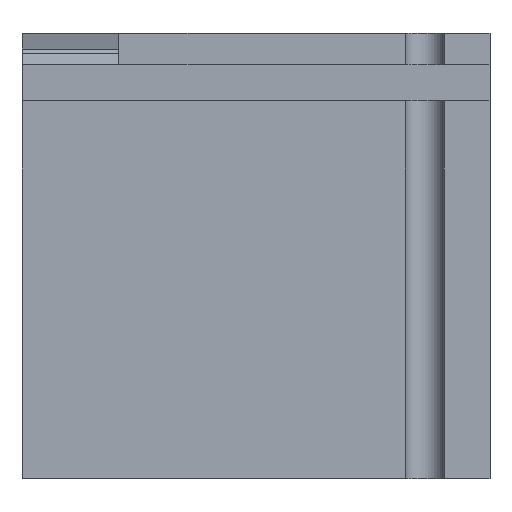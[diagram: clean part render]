
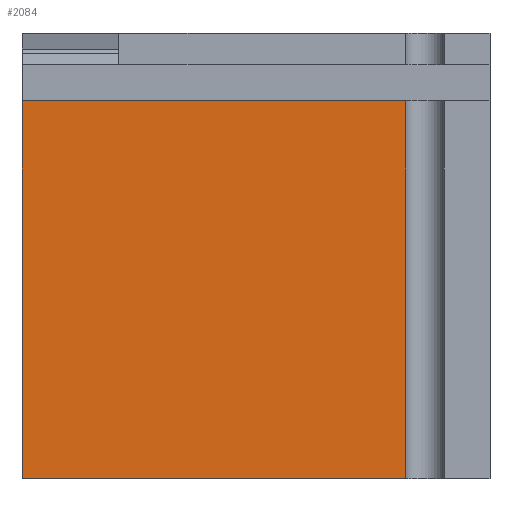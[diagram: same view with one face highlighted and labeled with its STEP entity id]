
A CAD part, left-side view. The second image highlights one B-rep face of the part: STEP entity #2084.
In plain terms, the highlighted planar face has unit normal (-1, 0, 0).
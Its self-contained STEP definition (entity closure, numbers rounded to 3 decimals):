
#72 = PLANE('',#73);
#73 = AXIS2_PLACEMENT_3D('',#74,#75,#76);
#74 = CARTESIAN_POINT('',(0.,0.,0.));
#75 = DIRECTION('',(0.,0.,1.));
#76 = DIRECTION('',(1.,0.,-0.));
#100 = CYLINDRICAL_SURFACE('',#101,3.781);
#101 = AXIS2_PLACEMENT_3D('',#102,#103,#104);
#102 = CARTESIAN_POINT('',(0.,12.688,0.));
#103 = DIRECTION('',(0.,0.,-1.));
#104 = DIRECTION('',(-1.,0.,-0.));
#126 = PLANE('',#127);
#127 = AXIS2_PLACEMENT_3D('',#128,#129,#130);
#128 = CARTESIAN_POINT('',(8.052,90.902,73.39)
  );
#129 = DIRECTION('',(0.,0.,-1.));
#130 = DIRECTION('',(-1.,0.,0.));
#598 = VERTEX_POINT('',#599);
#599 = CARTESIAN_POINT('',(0.,90.902,73.39));
#613 = PLANE('',#614);
#614 = AXIS2_PLACEMENT_3D('',#615,#616,#617);
#615 = CARTESIAN_POINT('',(0.,90.902,0.));
#616 = DIRECTION('',(-0.,1.,0.));
#617 = DIRECTION('',(0.,0.,1.));
#649 = VERTEX_POINT('',#650);
#650 = CARTESIAN_POINT('',(0.,16.468,
    73.39));
#672 = EDGE_CURVE('',#598,#649,#673,.T.);
#673 = SURFACE_CURVE('',#674,(#678,#685),.PCURVE_S1.);
#674 = LINE('',#675,#676);
#675 = CARTESIAN_POINT('',(0.,90.902,73.39));
#676 = VECTOR('',#677,1.);
#677 = DIRECTION('',(0.,-1.,-0.));
#678 = PCURVE('',#126,#679);
#679 = DEFINITIONAL_REPRESENTATION('',(#680),#684);
#680 = LINE('',#681,#682);
#681 = CARTESIAN_POINT('',(8.052,0.));
#682 = VECTOR('',#683,1.);
#683 = DIRECTION('',(0.,-1.));
#684 = ( GEOMETRIC_REPRESENTATION_CONTEXT(2) 
PARAMETRIC_REPRESENTATION_CONTEXT() REPRESENTATION_CONTEXT('2D SPACE',''
  ) );
#685 = PCURVE('',#686,#691);
#686 = PLANE('',#687);
#687 = AXIS2_PLACEMENT_3D('',#688,#689,#690);
#688 = CARTESIAN_POINT('',(0.,0.,0.));
#689 = DIRECTION('',(1.,0.,-0.));
#690 = DIRECTION('',(0.,0.,1.));
#691 = DEFINITIONAL_REPRESENTATION('',(#692),#696);
#692 = LINE('',#693,#694);
#693 = CARTESIAN_POINT('',(73.39,-90.902));
#694 = VECTOR('',#695,1.);
#695 = DIRECTION('',(0.,1.));
#696 = ( GEOMETRIC_REPRESENTATION_CONTEXT(2) 
PARAMETRIC_REPRESENTATION_CONTEXT() REPRESENTATION_CONTEXT('2D SPACE',''
  ) );
#702 = VERTEX_POINT('',#703);
#703 = CARTESIAN_POINT('',(0.,16.468,0.));
#729 = EDGE_CURVE('',#702,#649,#730,.T.);
#730 = SURFACE_CURVE('',#731,(#735,#742),.PCURVE_S1.);
#731 = LINE('',#732,#733);
#732 = CARTESIAN_POINT('',(0.,16.468,0.));
#733 = VECTOR('',#734,1.);
#734 = DIRECTION('',(0.,0.,1.));
#735 = PCURVE('',#100,#736);
#736 = DEFINITIONAL_REPRESENTATION('',(#737),#741);
#737 = LINE('',#738,#739);
#738 = CARTESIAN_POINT('',(1.571,0.));
#739 = VECTOR('',#740,1.);
#740 = DIRECTION('',(0.,-1.));
#741 = ( GEOMETRIC_REPRESENTATION_CONTEXT(2) 
PARAMETRIC_REPRESENTATION_CONTEXT() REPRESENTATION_CONTEXT('2D SPACE',''
  ) );
#742 = PCURVE('',#686,#743);
#743 = DEFINITIONAL_REPRESENTATION('',(#744),#748);
#744 = LINE('',#745,#746);
#745 = CARTESIAN_POINT('',(0.,-16.468));
#746 = VECTOR('',#747,1.);
#747 = DIRECTION('',(1.,0.));
#748 = ( GEOMETRIC_REPRESENTATION_CONTEXT(2) 
PARAMETRIC_REPRESENTATION_CONTEXT() REPRESENTATION_CONTEXT('2D SPACE',''
  ) );
#837 = VERTEX_POINT('',#838);
#838 = CARTESIAN_POINT('',(0.,90.902,0.));
#859 = EDGE_CURVE('',#702,#837,#860,.T.);
#860 = SURFACE_CURVE('',#861,(#865,#872),.PCURVE_S1.);
#861 = LINE('',#862,#863);
#862 = CARTESIAN_POINT('',(0.,0.,0.));
#863 = VECTOR('',#864,1.);
#864 = DIRECTION('',(-0.,1.,0.));
#865 = PCURVE('',#72,#866);
#866 = DEFINITIONAL_REPRESENTATION('',(#867),#871);
#867 = LINE('',#868,#869);
#868 = CARTESIAN_POINT('',(0.,0.));
#869 = VECTOR('',#870,1.);
#870 = DIRECTION('',(0.,1.));
#871 = ( GEOMETRIC_REPRESENTATION_CONTEXT(2) 
PARAMETRIC_REPRESENTATION_CONTEXT() REPRESENTATION_CONTEXT('2D SPACE',''
  ) );
#872 = PCURVE('',#686,#873);
#873 = DEFINITIONAL_REPRESENTATION('',(#874),#878);
#874 = LINE('',#875,#876);
#875 = CARTESIAN_POINT('',(0.,0.));
#876 = VECTOR('',#877,1.);
#877 = DIRECTION('',(0.,-1.));
#878 = ( GEOMETRIC_REPRESENTATION_CONTEXT(2) 
PARAMETRIC_REPRESENTATION_CONTEXT() REPRESENTATION_CONTEXT('2D SPACE',''
  ) );
#1934 = EDGE_CURVE('',#837,#598,#1935,.T.);
#1935 = SURFACE_CURVE('',#1936,(#1940,#1947),.PCURVE_S1.);
#1936 = LINE('',#1937,#1938);
#1937 = CARTESIAN_POINT('',(0.,90.902,0.));
#1938 = VECTOR('',#1939,1.);
#1939 = DIRECTION('',(0.,0.,1.));
#1940 = PCURVE('',#613,#1941);
#1941 = DEFINITIONAL_REPRESENTATION('',(#1942),#1946);
#1942 = LINE('',#1943,#1944);
#1943 = CARTESIAN_POINT('',(0.,0.));
#1944 = VECTOR('',#1945,1.);
#1945 = DIRECTION('',(1.,0.));
#1946 = ( GEOMETRIC_REPRESENTATION_CONTEXT(2) 
PARAMETRIC_REPRESENTATION_CONTEXT() REPRESENTATION_CONTEXT('2D SPACE',''
  ) );
#1947 = PCURVE('',#686,#1948);
#1948 = DEFINITIONAL_REPRESENTATION('',(#1949),#1953);
#1949 = LINE('',#1950,#1951);
#1950 = CARTESIAN_POINT('',(0.,-90.902));
#1951 = VECTOR('',#1952,1.);
#1952 = DIRECTION('',(1.,0.));
#1953 = ( GEOMETRIC_REPRESENTATION_CONTEXT(2) 
PARAMETRIC_REPRESENTATION_CONTEXT() REPRESENTATION_CONTEXT('2D SPACE',''
  ) );
#2084 = ADVANCED_FACE('24',(#2085),#686,.F.);
#2085 = FACE_BOUND('',#2086,.F.);
#2086 = EDGE_LOOP('',(#2087,#2088,#2089,#2090));
#2087 = ORIENTED_EDGE('',*,*,#729,.F.);
#2088 = ORIENTED_EDGE('',*,*,#859,.T.);
#2089 = ORIENTED_EDGE('',*,*,#1934,.T.);
#2090 = ORIENTED_EDGE('',*,*,#672,.T.);
